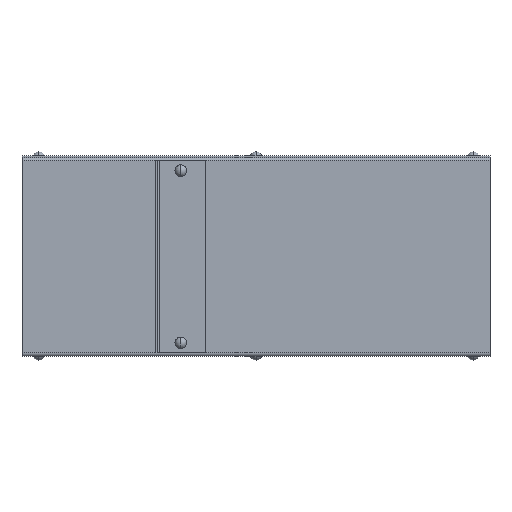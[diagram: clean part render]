
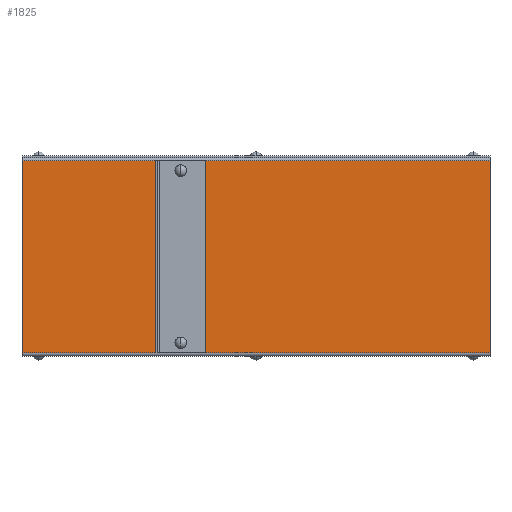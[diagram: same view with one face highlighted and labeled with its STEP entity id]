
A CAD part, left-side view. The second image highlights one B-rep face of the part: STEP entity #1825.
In plain terms, the highlighted planar face has unit normal (-1, 0, 0).
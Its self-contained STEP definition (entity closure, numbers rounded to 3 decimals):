
#91 = FACE_BOUND ( 'NONE', #4252, .T. ) ;
#227 = ORIENTED_EDGE ( 'NONE', *, *, #2953, .T. ) ;
#299 = LINE ( 'NONE', #3256, #3250 ) ;
#415 = LINE ( 'NONE', #3778, #790 ) ;
#752 = CARTESIAN_POINT ( 'NONE',  ( 0., 280., 0. ) ) ;
#770 = CARTESIAN_POINT ( 'NONE',  ( 0., 185., 111.75 ) ) ;
#773 = DIRECTION ( 'NONE',  ( 0., 0., -1. ) ) ;
#776 = ORIENTED_EDGE ( 'NONE', *, *, #2467, .T. ) ;
#790 = VECTOR ( 'NONE', #1306, 1000. ) ;
#870 = CARTESIAN_POINT ( 'NONE',  ( 0., 185., 5.25 ) ) ;
#884 = VERTEX_POINT ( 'NONE', #2102 ) ;
#942 = VERTEX_POINT ( 'NONE', #3019 ) ;
#998 = EDGE_LOOP ( 'NONE', ( #1070, #5982 ) ) ;
#1070 = ORIENTED_EDGE ( 'NONE', *, *, #1513, .T. ) ;
#1074 = FACE_BOUND ( 'NONE', #998, .T. ) ;
#1095 = ORIENTED_EDGE ( 'NONE', *, *, #4550, .T. ) ;
#1101 = CARTESIAN_POINT ( 'NONE',  ( 0., 185., 7. ) ) ;
#1215 = DIRECTION ( 'NONE',  ( 0., 1., 0. ) ) ;
#1306 = DIRECTION ( 'NONE',  ( 0., 1., 0. ) ) ;
#1373 = EDGE_CURVE ( 'NONE', #5014, #3780, #4005, .T. ) ;
#1452 = VERTEX_POINT ( 'NONE', #5505 ) ;
#1513 = EDGE_CURVE ( 'NONE', #1452, #1656, #1721, .T. ) ;
#1566 = DIRECTION ( 'NONE',  ( 1., 0., 0. ) ) ;
#1656 = VERTEX_POINT ( 'NONE', #770 ) ;
#1721 = CIRCLE ( 'NONE', #2643, 1.75 ) ;
#1825 = ADVANCED_FACE ( 'NONE', ( #1074, #91, #4890 ), #3963, .F. ) ;
#1912 = AXIS2_PLACEMENT_3D ( 'NONE', #5686, #4280, #773 ) ;
#1964 = ORIENTED_EDGE ( 'NONE', *, *, #5972, .F. ) ;
#2020 = AXIS2_PLACEMENT_3D ( 'NONE', #5711, #2863, #5774 ) ;
#2031 = DIRECTION ( 'NONE',  ( 0., 0., -1. ) ) ;
#2102 = CARTESIAN_POINT ( 'NONE',  ( 0., 0., 1. ) ) ;
#2154 = DIRECTION ( 'NONE',  ( 0., 0., -1. ) ) ;
#2467 = EDGE_CURVE ( 'NONE', #3780, #942, #3169, .T. ) ;
#2571 = DIRECTION ( 'NONE',  ( 0., 0., -1. ) ) ;
#2583 = EDGE_CURVE ( 'NONE', #884, #5014, #299, .T. ) ;
#2643 = AXIS2_PLACEMENT_3D ( 'NONE', #4075, #1566, #2154 ) ;
#2754 = DIRECTION ( 'NONE',  ( 0., 0., 1. ) ) ;
#2863 = DIRECTION ( 'NONE',  ( 1., 0., 0. ) ) ;
#2953 = EDGE_CURVE ( 'NONE', #5573, #3324, #5304, .T. ) ;
#3019 = CARTESIAN_POINT ( 'NONE',  ( 0., 280., 1. ) ) ;
#3095 = CARTESIAN_POINT ( 'NONE',  ( 0., 0., 116. ) ) ;
#3169 = LINE ( 'NONE', #752, #4736 ) ;
#3245 = ORIENTED_EDGE ( 'NONE', *, *, #1373, .T. ) ;
#3250 = VECTOR ( 'NONE', #2754, 1000. ) ;
#3256 = CARTESIAN_POINT ( 'NONE',  ( 0., 0., 0. ) ) ;
#3324 = VERTEX_POINT ( 'NONE', #870 ) ;
#3459 = CARTESIAN_POINT ( 'NONE',  ( 0., 0., 0. ) ) ;
#3549 = DIRECTION ( 'NONE',  ( 1., 0., 0. ) ) ;
#3590 = AXIS2_PLACEMENT_3D ( 'NONE', #3459, #5880, #3923 ) ;
#3778 = CARTESIAN_POINT ( 'NONE',  ( 0., 280., 1. ) ) ;
#3780 = VERTEX_POINT ( 'NONE', #5673 ) ;
#3862 = CARTESIAN_POINT ( 'NONE',  ( 0., 185., 8.75 ) ) ;
#3923 = DIRECTION ( 'NONE',  ( 0., 0., -1. ) ) ;
#3963 = PLANE ( 'NONE',  #3590 ) ;
#4005 = LINE ( 'NONE', #3095, #4941 ) ;
#4016 = AXIS2_PLACEMENT_3D ( 'NONE', #1101, #3549, #2031 ) ;
#4075 = CARTESIAN_POINT ( 'NONE',  ( 0., 185., 110. ) ) ;
#4252 = EDGE_LOOP ( 'NONE', ( #1095, #227 ) ) ;
#4280 = DIRECTION ( 'NONE',  ( 1., 0., 0. ) ) ;
#4550 = EDGE_CURVE ( 'NONE', #3324, #5573, #5037, .T. ) ;
#4714 = CIRCLE ( 'NONE', #1912, 1.75 ) ;
#4736 = VECTOR ( 'NONE', #2571, 1000. ) ;
#4890 = FACE_OUTER_BOUND ( 'NONE', #5799, .T. ) ;
#4941 = VECTOR ( 'NONE', #1215, 1000. ) ;
#5014 = VERTEX_POINT ( 'NONE', #6238 ) ;
#5037 = CIRCLE ( 'NONE', #2020, 1.75 ) ;
#5045 = ORIENTED_EDGE ( 'NONE', *, *, #2583, .T. ) ;
#5304 = CIRCLE ( 'NONE', #4016, 1.75 ) ;
#5505 = CARTESIAN_POINT ( 'NONE',  ( 0., 185., 108.25 ) ) ;
#5573 = VERTEX_POINT ( 'NONE', #3862 ) ;
#5673 = CARTESIAN_POINT ( 'NONE',  ( 0., 280., 116. ) ) ;
#5686 = CARTESIAN_POINT ( 'NONE',  ( 0., 185., 110. ) ) ;
#5711 = CARTESIAN_POINT ( 'NONE',  ( 0., 185., 7. ) ) ;
#5774 = DIRECTION ( 'NONE',  ( 0., 0., -1. ) ) ;
#5799 = EDGE_LOOP ( 'NONE', ( #3245, #776, #1964, #5045 ) ) ;
#5880 = DIRECTION ( 'NONE',  ( 1., 0., 0. ) ) ;
#5921 = EDGE_CURVE ( 'NONE', #1656, #1452, #4714, .T. ) ;
#5972 = EDGE_CURVE ( 'NONE', #884, #942, #415, .T. ) ;
#5982 = ORIENTED_EDGE ( 'NONE', *, *, #5921, .T. ) ;
#6238 = CARTESIAN_POINT ( 'NONE',  ( 0., 0., 116. ) ) ;
